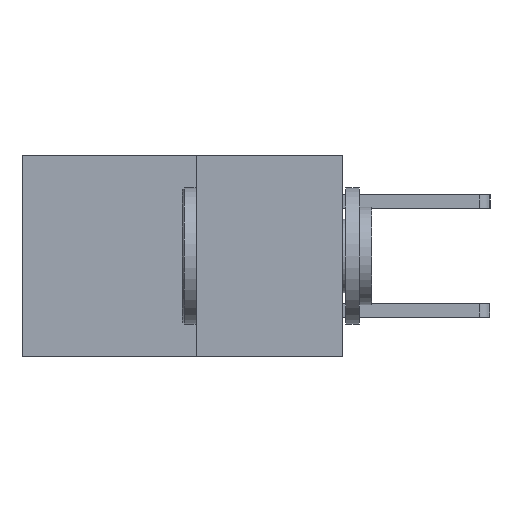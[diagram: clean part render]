
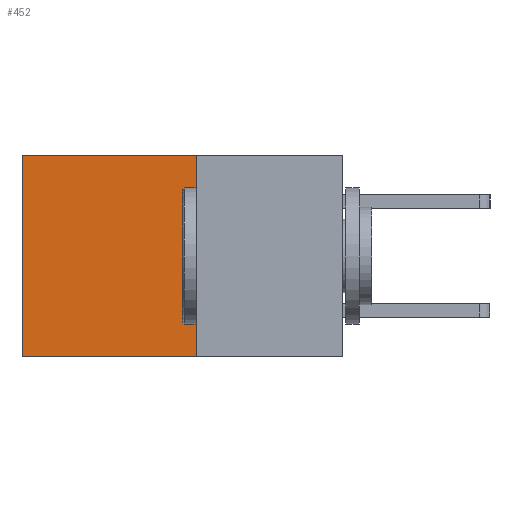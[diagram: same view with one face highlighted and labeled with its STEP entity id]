
A CAD part, left-side view. The second image highlights one B-rep face of the part: STEP entity #452.
In plain terms, the highlighted planar face has unit normal (-1, 0, 0).
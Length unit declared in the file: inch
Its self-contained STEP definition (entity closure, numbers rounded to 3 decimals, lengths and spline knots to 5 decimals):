
#211 = CARTESIAN_POINT ( 'NONE',  ( 0.277, 0.27, -0.37 ) ) ;
#452 = ADVANCED_FACE ( 'NONE', ( #1565 ), #533, .F. ) ;
#533 = PLANE ( 'NONE',  #3553 ) ;
#892 = EDGE_CURVE ( 'NONE', #6372, #5575, #2582, .T. ) ;
#1193 = DIRECTION ( 'NONE',  ( 0., 1., 0. ) ) ;
#1320 = DIRECTION ( 'NONE',  ( 1., 0., 0. ) ) ;
#1414 = LINE ( 'NONE', #8332, #5057 ) ;
#1565 = FACE_OUTER_BOUND ( 'NONE', #3756, .T. ) ;
#1572 = CARTESIAN_POINT ( 'NONE',  ( 0.277, 0.27, -0.37 ) ) ;
#1862 = ORIENTED_EDGE ( 'NONE', *, *, #892, .F. ) ;
#2582 = LINE ( 'NONE', #8542, #9214 ) ;
#3470 = EDGE_CURVE ( 'NONE', #4035, #4031, #3826, .T. ) ;
#3553 = AXIS2_PLACEMENT_3D ( 'NONE', #1572, #1320, #7304 ) ;
#3591 = CARTESIAN_POINT ( 'NONE',  ( 0.277, 0.27, -0.37 ) ) ;
#3756 = EDGE_LOOP ( 'NONE', ( #7375, #9186, #1862, #3863 ) ) ;
#3826 = LINE ( 'NONE', #7142, #8944 ) ;
#3863 = ORIENTED_EDGE ( 'NONE', *, *, #9088, .T. ) ;
#4031 = VERTEX_POINT ( 'NONE', #4976 ) ;
#4035 = VERTEX_POINT ( 'NONE', #4692 ) ;
#4692 = CARTESIAN_POINT ( 'NONE',  ( 0.277, 0.59, 0. ) ) ;
#4976 = CARTESIAN_POINT ( 'NONE',  ( 0.277, 0.59, -0.37 ) ) ;
#5057 = VECTOR ( 'NONE', #1193, 39.37008 ) ;
#5575 = VERTEX_POINT ( 'NONE', #3591 ) ;
#5602 = CARTESIAN_POINT ( 'NONE',  ( 0.277, 0.27, 0. ) ) ;
#6174 = DIRECTION ( 'NONE',  ( 0., 1., 0. ) ) ;
#6372 = VERTEX_POINT ( 'NONE', #5602 ) ;
#6451 = DIRECTION ( 'NONE',  ( 0., 0., -1. ) ) ;
#7142 = CARTESIAN_POINT ( 'NONE',  ( 0.277, 0.59, -0.37 ) ) ;
#7191 = EDGE_CURVE ( 'NONE', #5575, #4031, #8694, .T. ) ;
#7304 = DIRECTION ( 'NONE',  ( 0., 0., -1. ) ) ;
#7375 = ORIENTED_EDGE ( 'NONE', *, *, #3470, .T. ) ;
#8332 = CARTESIAN_POINT ( 'NONE',  ( 0.277, 0.27, 0. ) ) ;
#8478 = VECTOR ( 'NONE', #6174, 39.37008 ) ;
#8542 = CARTESIAN_POINT ( 'NONE',  ( 0.277, 0.27, -0.37 ) ) ;
#8605 = DIRECTION ( 'NONE',  ( 0., 0., -1. ) ) ;
#8694 = LINE ( 'NONE', #211, #8478 ) ;
#8944 = VECTOR ( 'NONE', #6451, 39.37008 ) ;
#9088 = EDGE_CURVE ( 'NONE', #6372, #4035, #1414, .T. ) ;
#9186 = ORIENTED_EDGE ( 'NONE', *, *, #7191, .F. ) ;
#9214 = VECTOR ( 'NONE', #8605, 39.37008 ) ;
